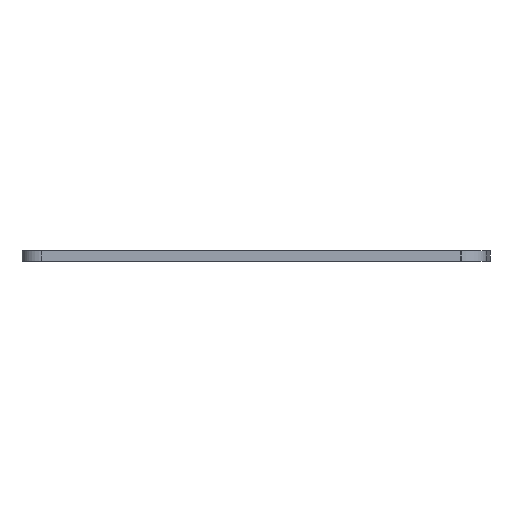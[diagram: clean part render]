
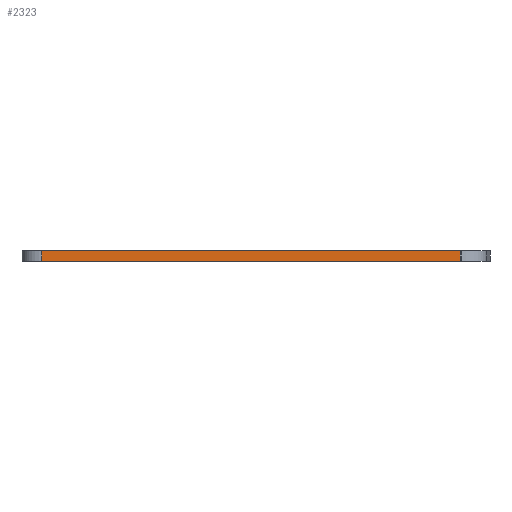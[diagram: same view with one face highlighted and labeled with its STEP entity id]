
A CAD part, front view. The second image highlights one B-rep face of the part: STEP entity #2323.
In plain terms, the highlighted planar face has unit normal (0, -1, 0).
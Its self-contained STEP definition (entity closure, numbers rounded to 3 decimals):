
#177 = VERTEX_POINT('',#178);
#178 = CARTESIAN_POINT('',(55.,-126.,0.));
#185 = EDGE_CURVE('',#186,#177,#188,.T.);
#186 = VERTEX_POINT('',#187);
#187 = CARTESIAN_POINT('',(118.,-126.,0.));
#188 = LINE('',#189,#190);
#189 = CARTESIAN_POINT('',(118.,-126.,0.));
#190 = VECTOR('',#191,1.);
#191 = DIRECTION('',(-1.,0.,0.));
#1185 = VERTEX_POINT('',#1186);
#1186 = CARTESIAN_POINT('',(55.,-126.,1.6));
#1193 = EDGE_CURVE('',#1194,#1185,#1196,.T.);
#1194 = VERTEX_POINT('',#1195);
#1195 = CARTESIAN_POINT('',(118.,-126.,1.6));
#1196 = LINE('',#1197,#1198);
#1197 = CARTESIAN_POINT('',(118.,-126.,1.6));
#1198 = VECTOR('',#1199,1.);
#1199 = DIRECTION('',(-1.,0.,0.));
#2293 = EDGE_CURVE('',#177,#1185,#2294,.T.);
#2294 = LINE('',#2295,#2296);
#2295 = CARTESIAN_POINT('',(55.,-126.,0.));
#2296 = VECTOR('',#2297,1.);
#2297 = DIRECTION('',(0.,0.,1.));
#2323 = ADVANCED_FACE('',(#2324),#2335,.T.);
#2324 = FACE_BOUND('',#2325,.T.);
#2325 = EDGE_LOOP('',(#2326,#2332,#2333,#2334));
#2326 = ORIENTED_EDGE('',*,*,#2327,.T.);
#2327 = EDGE_CURVE('',#186,#1194,#2328,.T.);
#2328 = LINE('',#2329,#2330);
#2329 = CARTESIAN_POINT('',(118.,-126.,0.));
#2330 = VECTOR('',#2331,1.);
#2331 = DIRECTION('',(0.,0.,1.));
#2332 = ORIENTED_EDGE('',*,*,#1193,.T.);
#2333 = ORIENTED_EDGE('',*,*,#2293,.F.);
#2334 = ORIENTED_EDGE('',*,*,#185,.F.);
#2335 = PLANE('',#2336);
#2336 = AXIS2_PLACEMENT_3D('',#2337,#2338,#2339);
#2337 = CARTESIAN_POINT('',(118.,-126.,0.));
#2338 = DIRECTION('',(0.,-1.,0.));
#2339 = DIRECTION('',(-1.,0.,0.));
